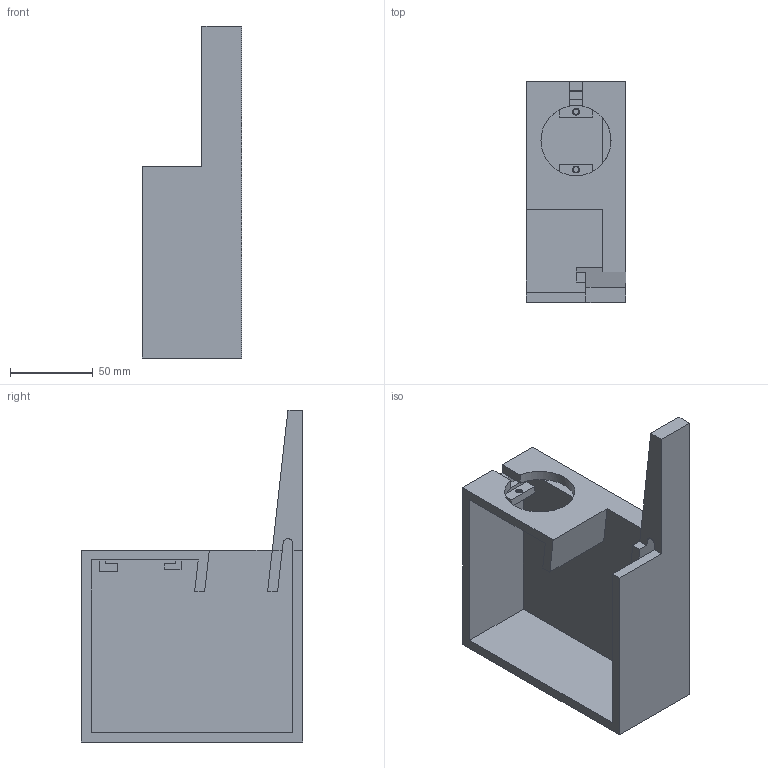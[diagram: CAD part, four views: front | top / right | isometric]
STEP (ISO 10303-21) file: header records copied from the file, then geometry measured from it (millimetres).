
FILE_DESCRIPTION(/* description */ (''),/* implementation_level */ '2;1');
FILE_NAME(/* name */ 'Box.step',/* time_stamp */ '2025-10-26T15:10:34Z',/* author */ (''),/* organization */ (''),/* preprocessor_version */ 'ST-DEVELOPER v20.1',/* originating_system */ 'Autodesk Translation Framework v14.17.0.0',/* authorisation */ '');
FILE_SCHEMA (('AUTOMOTIVE_DESIGN { 1 0 10303 214 3 1 1 }'));
Length unit declared in the file: millimetre
Products named in the file (1): Box
Bounding box: 60 x 133.96 x 200.64 mm (x, y, z)
Volume: 361761.5 mm3; surface area: 86562.7 mm2
Topology: 1 solids, 1 shells, 77 faces, 228 edges, 149 vertices
Faces by surface type: plane 42, cylinder 31, bspline 4
Full cylindrical faces by diameter (mm): 3.332 x6, 4.109 x5
Entity records: 4605 total; most frequent: CARTESIAN_POINT 2630, ORIENTED_EDGE 456, DIRECTION 325, EDGE_CURVE 228, VERTEX_POINT 149, LINE 147, VECTOR 147, AXIS2_PLACEMENT_3D 89
